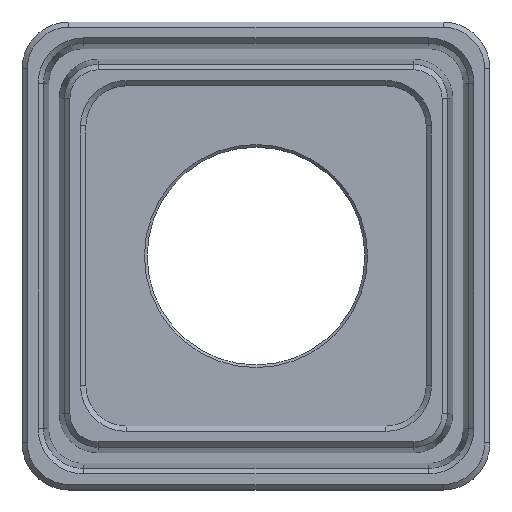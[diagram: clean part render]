
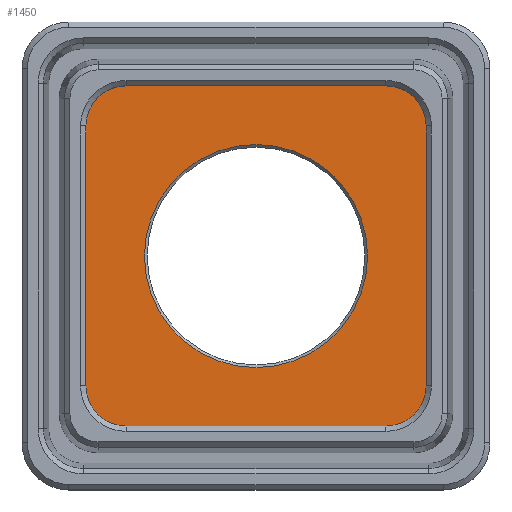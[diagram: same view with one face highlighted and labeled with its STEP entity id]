
A CAD part, top view. The second image highlights one B-rep face of the part: STEP entity #1450.
In plain terms, the highlighted planar face has unit normal (0, 0, 1).
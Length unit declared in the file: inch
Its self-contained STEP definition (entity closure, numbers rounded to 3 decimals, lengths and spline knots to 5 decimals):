
#15=FACE_BOUND('',#185,.T.);
#20=PLANE('',#1563);
#88=FACE_OUTER_BOUND('',#184,.T.);
#184=EDGE_LOOP('',(#996,#997,#998,#999,#1000,#1001,#1002,#1003));
#185=EDGE_LOOP('',(#1004));
#285=LINE('',#2207,#436);
#286=LINE('',#2211,#437);
#287=LINE('',#2215,#438);
#288=LINE('',#2218,#439);
#436=VECTOR('',#1736,0.3937);
#437=VECTOR('',#1739,0.3937);
#438=VECTOR('',#1742,0.3937);
#439=VECTOR('',#1745,0.3937);
#585=CIRCLE('',#1559,0.65563);
#588=CIRCLE('',#1564,0.23622);
#589=CIRCLE('',#1565,0.23622);
#590=CIRCLE('',#1566,0.23622);
#591=CIRCLE('',#1567,0.23622);
#649=VERTEX_POINT('',#2193);
#652=VERTEX_POINT('',#2203);
#653=VERTEX_POINT('',#2204);
#654=VERTEX_POINT('',#2206);
#655=VERTEX_POINT('',#2208);
#656=VERTEX_POINT('',#2210);
#657=VERTEX_POINT('',#2212);
#658=VERTEX_POINT('',#2214);
#659=VERTEX_POINT('',#2216);
#773=EDGE_CURVE('',#649,#649,#585,.T.);
#778=EDGE_CURVE('',#652,#653,#588,.T.);
#779=EDGE_CURVE('',#653,#654,#285,.T.);
#780=EDGE_CURVE('',#654,#655,#589,.T.);
#781=EDGE_CURVE('',#655,#656,#286,.T.);
#782=EDGE_CURVE('',#656,#657,#590,.T.);
#783=EDGE_CURVE('',#657,#658,#287,.T.);
#784=EDGE_CURVE('',#658,#659,#591,.T.);
#785=EDGE_CURVE('',#659,#652,#288,.T.);
#996=ORIENTED_EDGE('',*,*,#778,.T.);
#997=ORIENTED_EDGE('',*,*,#779,.T.);
#998=ORIENTED_EDGE('',*,*,#780,.T.);
#999=ORIENTED_EDGE('',*,*,#781,.T.);
#1000=ORIENTED_EDGE('',*,*,#782,.T.);
#1001=ORIENTED_EDGE('',*,*,#783,.T.);
#1002=ORIENTED_EDGE('',*,*,#784,.T.);
#1003=ORIENTED_EDGE('',*,*,#785,.T.);
#1004=ORIENTED_EDGE('',*,*,#773,.F.);
#1450=ADVANCED_FACE('',(#88,#15),#20,.T.);
#1559=AXIS2_PLACEMENT_3D('',#2194,#1722,#1723);
#1563=AXIS2_PLACEMENT_3D('',#2202,#1732,#1733);
#1564=AXIS2_PLACEMENT_3D('',#2205,#1734,#1735);
#1565=AXIS2_PLACEMENT_3D('',#2209,#1737,#1738);
#1566=AXIS2_PLACEMENT_3D('',#2213,#1740,#1741);
#1567=AXIS2_PLACEMENT_3D('',#2217,#1743,#1744);
#1722=DIRECTION('center_axis',(0.,0.,1.));
#1723=DIRECTION('ref_axis',(1.,0.,0.));
#1732=DIRECTION('center_axis',(0.,0.,1.));
#1733=DIRECTION('ref_axis',(1.,0.,0.));
#1734=DIRECTION('center_axis',(0.,0.,1.));
#1735=DIRECTION('ref_axis',(0.707,-0.707,0.));
#1736=DIRECTION('',(0.,1.,0.));
#1737=DIRECTION('center_axis',(0.,0.,1.));
#1738=DIRECTION('ref_axis',(0.707,0.707,0.));
#1739=DIRECTION('',(-1.,0.,0.));
#1740=DIRECTION('center_axis',(0.,0.,1.));
#1741=DIRECTION('ref_axis',(-0.707,0.707,0.));
#1742=DIRECTION('',(0.,-1.,0.));
#1743=DIRECTION('center_axis',(0.,0.,1.));
#1744=DIRECTION('ref_axis',(-0.707,-0.707,0.));
#1745=DIRECTION('',(1.,0.,0.));
#2193=CARTESIAN_POINT('',(-0.65563,0.,0.));
#2194=CARTESIAN_POINT('Origin',(0.,0.,0.));
#2202=CARTESIAN_POINT('Origin',(0.,0.,
0.));
#2203=CARTESIAN_POINT('',(0.76378,-1.,0.));
#2204=CARTESIAN_POINT('',(1.,-0.76378,0.));
#2205=CARTESIAN_POINT('Origin',(0.76378,-0.76378,0.));
#2206=CARTESIAN_POINT('',(1.,0.76378,0.));
#2207=CARTESIAN_POINT('',(1.,0.5,0.));
#2208=CARTESIAN_POINT('',(0.76378,1.,0.));
#2209=CARTESIAN_POINT('Origin',(0.76378,0.76378,0.));
#2210=CARTESIAN_POINT('',(-0.76378,1.,0.));
#2211=CARTESIAN_POINT('',(-0.5,1.,0.));
#2212=CARTESIAN_POINT('',(-1.,0.76378,0.));
#2213=CARTESIAN_POINT('Origin',(-0.76378,0.76378,0.));
#2214=CARTESIAN_POINT('',(-1.,-0.76378,0.));
#2215=CARTESIAN_POINT('',(-1.,-0.5,0.));
#2216=CARTESIAN_POINT('',(-0.76378,-1.,0.));
#2217=CARTESIAN_POINT('Origin',(-0.76378,-0.76378,0.));
#2218=CARTESIAN_POINT('',(0.5,-1.,0.));
